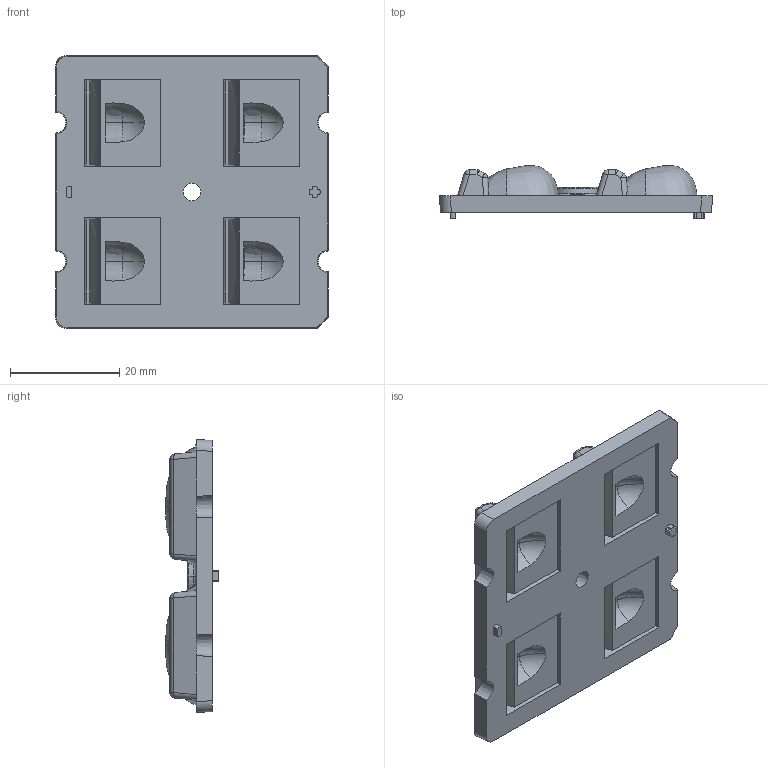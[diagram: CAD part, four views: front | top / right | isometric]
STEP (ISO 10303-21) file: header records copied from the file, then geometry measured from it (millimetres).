
FILE_DESCRIPTION((''),'2;1');
FILE_NAME('YMH-DB746-4H1-MEW-03','2022-04-27T',('123'),(''),'PRO/ENGINEER BY PARAMETRIC TECHNOLOGY CORPORATION, 2011310','PRO/ENGINEER BY PARAMETRIC TECHNOLOGY CORPORATION, 2011310','');
FILE_SCHEMA(('CONFIG_CONTROL_DESIGN'));
Length unit declared in the file: millimetre
Products named in the file (1): YMH-DB746-4H1-MEW-03
Bounding box: 50 x 9.71 x 50 mm (x, y, z)
Volume: 11485.9 mm3; surface area: 7559.3 mm2
Topology: 1 solids, 1 shells, 582 faces, 1576 edges, 1014 vertices
Faces by surface type: plane 462, cylinder 46, bspline 24, sphere 24, cone 16, torus 6, extrusion 4
Entity records: 22150 total; most frequent: CARTESIAN_POINT 7780, ORIENTED_EDGE 3120, DIRECTION 2668, EDGE_CURVE 1560, VECTOR 1328, LINE 1324, VERTEX_POINT 1014, AXIS2_PLACEMENT_3D 670
